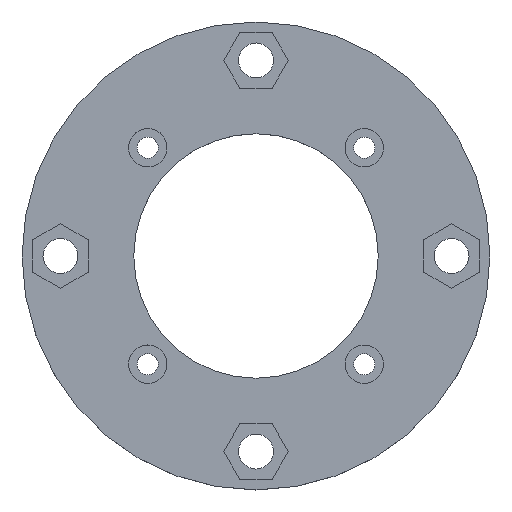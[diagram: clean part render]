
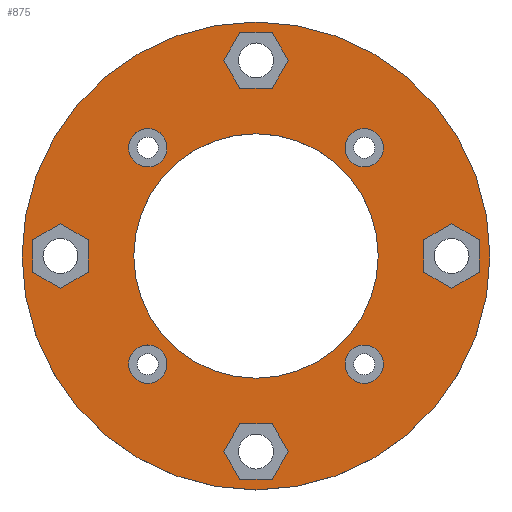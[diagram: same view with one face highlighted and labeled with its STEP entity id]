
A CAD part, top view. The second image highlights one B-rep face of the part: STEP entity #875.
In plain terms, the highlighted planar face has unit normal (0, 0, 1).
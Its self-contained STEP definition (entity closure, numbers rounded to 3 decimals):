
#37=FACE_BOUND('',#186,.T.);
#38=FACE_BOUND('',#187,.T.);
#39=FACE_BOUND('',#188,.T.);
#40=FACE_BOUND('',#189,.T.);
#41=FACE_BOUND('',#190,.T.);
#42=FACE_BOUND('',#191,.T.);
#43=FACE_BOUND('',#192,.T.);
#44=FACE_BOUND('',#193,.T.);
#45=FACE_BOUND('',#194,.T.);
#59=CIRCLE('',#930,2.75);
#62=CIRCLE('',#935,2.75);
#65=CIRCLE('',#940,2.75);
#68=CIRCLE('',#945,2.75);
#79=CIRCLE('',#966,17.5);
#81=CIRCLE('',#969,33.5);
#129=FACE_OUTER_BOUND('',#185,.T.);
#185=EDGE_LOOP('',(#755));
#186=EDGE_LOOP('',(#756,#757,#758,#759,#760,#761));
#187=EDGE_LOOP('',(#762,#763,#764,#765,#766,#767));
#188=EDGE_LOOP('',(#768,#769,#770,#771,#772,#773));
#189=EDGE_LOOP('',(#774,#775,#776,#777,#778,#779));
#190=EDGE_LOOP('',(#780));
#191=EDGE_LOOP('',(#781));
#192=EDGE_LOOP('',(#782));
#193=EDGE_LOOP('',(#783));
#194=EDGE_LOOP('',(#784));
#205=LINE('',#1217,#291);
#209=LINE('',#1225,#295);
#212=LINE('',#1231,#298);
#215=LINE('',#1237,#301);
#218=LINE('',#1243,#304);
#221=LINE('',#1248,#307);
#223=LINE('',#1256,#309);
#227=LINE('',#1264,#313);
#230=LINE('',#1270,#316);
#233=LINE('',#1276,#319);
#236=LINE('',#1282,#322);
#239=LINE('',#1287,#325);
#241=LINE('',#1295,#327);
#245=LINE('',#1303,#331);
#248=LINE('',#1309,#334);
#251=LINE('',#1315,#337);
#254=LINE('',#1321,#340);
#257=LINE('',#1326,#343);
#259=LINE('',#1334,#345);
#263=LINE('',#1342,#349);
#266=LINE('',#1348,#352);
#269=LINE('',#1354,#355);
#272=LINE('',#1360,#358);
#275=LINE('',#1365,#361);
#291=VECTOR('',#977,10.);
#295=VECTOR('',#983,10.);
#298=VECTOR('',#988,10.);
#301=VECTOR('',#993,10.);
#304=VECTOR('',#998,10.);
#307=VECTOR('',#1003,10.);
#309=VECTOR('',#1011,10.);
#313=VECTOR('',#1017,10.);
#316=VECTOR('',#1022,10.);
#319=VECTOR('',#1027,10.);
#322=VECTOR('',#1032,10.);
#325=VECTOR('',#1037,10.);
#327=VECTOR('',#1045,10.);
#331=VECTOR('',#1051,10.);
#334=VECTOR('',#1056,10.);
#337=VECTOR('',#1061,10.);
#340=VECTOR('',#1066,10.);
#343=VECTOR('',#1071,10.);
#345=VECTOR('',#1079,10.);
#349=VECTOR('',#1085,10.);
#352=VECTOR('',#1090,10.);
#355=VECTOR('',#1095,10.);
#358=VECTOR('',#1100,10.);
#361=VECTOR('',#1105,10.);
#377=VERTEX_POINT('',#1215);
#378=VERTEX_POINT('',#1216);
#381=VERTEX_POINT('',#1224);
#383=VERTEX_POINT('',#1230);
#385=VERTEX_POINT('',#1236);
#387=VERTEX_POINT('',#1242);
#390=VERTEX_POINT('',#1254);
#391=VERTEX_POINT('',#1255);
#394=VERTEX_POINT('',#1263);
#396=VERTEX_POINT('',#1269);
#398=VERTEX_POINT('',#1275);
#400=VERTEX_POINT('',#1281);
#403=VERTEX_POINT('',#1293);
#404=VERTEX_POINT('',#1294);
#407=VERTEX_POINT('',#1302);
#409=VERTEX_POINT('',#1308);
#411=VERTEX_POINT('',#1314);
#413=VERTEX_POINT('',#1320);
#416=VERTEX_POINT('',#1332);
#417=VERTEX_POINT('',#1333);
#420=VERTEX_POINT('',#1341);
#422=VERTEX_POINT('',#1347);
#424=VERTEX_POINT('',#1353);
#426=VERTEX_POINT('',#1359);
#429=VERTEX_POINT('',#1371);
#432=VERTEX_POINT('',#1380);
#435=VERTEX_POINT('',#1389);
#438=VERTEX_POINT('',#1398);
#449=VERTEX_POINT('',#1439);
#451=VERTEX_POINT('',#1445);
#453=EDGE_CURVE('',#377,#378,#205,.T.);
#457=EDGE_CURVE('',#381,#377,#209,.T.);
#460=EDGE_CURVE('',#383,#381,#212,.T.);
#463=EDGE_CURVE('',#385,#383,#215,.T.);
#466=EDGE_CURVE('',#387,#385,#218,.T.);
#469=EDGE_CURVE('',#378,#387,#221,.T.);
#472=EDGE_CURVE('',#390,#391,#223,.T.);
#476=EDGE_CURVE('',#394,#390,#227,.T.);
#479=EDGE_CURVE('',#396,#394,#230,.T.);
#482=EDGE_CURVE('',#398,#396,#233,.T.);
#485=EDGE_CURVE('',#400,#398,#236,.T.);
#488=EDGE_CURVE('',#391,#400,#239,.T.);
#491=EDGE_CURVE('',#403,#404,#241,.T.);
#495=EDGE_CURVE('',#407,#403,#245,.T.);
#498=EDGE_CURVE('',#409,#407,#248,.T.);
#501=EDGE_CURVE('',#411,#409,#251,.T.);
#504=EDGE_CURVE('',#413,#411,#254,.T.);
#507=EDGE_CURVE('',#404,#413,#257,.T.);
#510=EDGE_CURVE('',#416,#417,#259,.T.);
#514=EDGE_CURVE('',#420,#416,#263,.T.);
#517=EDGE_CURVE('',#422,#420,#266,.T.);
#520=EDGE_CURVE('',#424,#422,#269,.T.);
#523=EDGE_CURVE('',#426,#424,#272,.T.);
#526=EDGE_CURVE('',#417,#426,#275,.T.);
#529=EDGE_CURVE('',#429,#429,#59,.T.);
#533=EDGE_CURVE('',#432,#432,#62,.T.);
#537=EDGE_CURVE('',#435,#435,#65,.T.);
#541=EDGE_CURVE('',#438,#438,#68,.T.);
#561=EDGE_CURVE('',#449,#449,#79,.T.);
#564=EDGE_CURVE('',#451,#451,#81,.T.);
#755=ORIENTED_EDGE('',*,*,#564,.T.);
#756=ORIENTED_EDGE('',*,*,#453,.T.);
#757=ORIENTED_EDGE('',*,*,#469,.T.);
#758=ORIENTED_EDGE('',*,*,#466,.T.);
#759=ORIENTED_EDGE('',*,*,#463,.T.);
#760=ORIENTED_EDGE('',*,*,#460,.T.);
#761=ORIENTED_EDGE('',*,*,#457,.T.);
#762=ORIENTED_EDGE('',*,*,#472,.T.);
#763=ORIENTED_EDGE('',*,*,#488,.T.);
#764=ORIENTED_EDGE('',*,*,#485,.T.);
#765=ORIENTED_EDGE('',*,*,#482,.T.);
#766=ORIENTED_EDGE('',*,*,#479,.T.);
#767=ORIENTED_EDGE('',*,*,#476,.T.);
#768=ORIENTED_EDGE('',*,*,#491,.T.);
#769=ORIENTED_EDGE('',*,*,#507,.T.);
#770=ORIENTED_EDGE('',*,*,#504,.T.);
#771=ORIENTED_EDGE('',*,*,#501,.T.);
#772=ORIENTED_EDGE('',*,*,#498,.T.);
#773=ORIENTED_EDGE('',*,*,#495,.T.);
#774=ORIENTED_EDGE('',*,*,#510,.T.);
#775=ORIENTED_EDGE('',*,*,#526,.T.);
#776=ORIENTED_EDGE('',*,*,#523,.T.);
#777=ORIENTED_EDGE('',*,*,#520,.T.);
#778=ORIENTED_EDGE('',*,*,#517,.T.);
#779=ORIENTED_EDGE('',*,*,#514,.T.);
#780=ORIENTED_EDGE('',*,*,#529,.T.);
#781=ORIENTED_EDGE('',*,*,#533,.T.);
#782=ORIENTED_EDGE('',*,*,#537,.T.);
#783=ORIENTED_EDGE('',*,*,#541,.T.);
#784=ORIENTED_EDGE('',*,*,#561,.T.);
#827=PLANE('',#971);
#875=ADVANCED_FACE('',(#129,#37,#38,#39,#40,#41,#42,#43,#44,#45),#827,.T.);
#930=AXIS2_PLACEMENT_3D('',#1372,#1113,#1114);
#935=AXIS2_PLACEMENT_3D('',#1381,#1124,#1125);
#940=AXIS2_PLACEMENT_3D('',#1390,#1135,#1136);
#945=AXIS2_PLACEMENT_3D('',#1399,#1146,#1147);
#966=AXIS2_PLACEMENT_3D('',#1440,#1197,#1198);
#969=AXIS2_PLACEMENT_3D('',#1446,#1204,#1205);
#971=AXIS2_PLACEMENT_3D('',#1450,#1209,#1210);
#977=DIRECTION('',(-0.866,-0.5,0.));
#983=DIRECTION('',(0.,-1.,0.));
#988=DIRECTION('',(0.866,-0.5,0.));
#993=DIRECTION('',(0.866,0.5,0.));
#998=DIRECTION('',(0.,1.,0.));
#1003=DIRECTION('',(-0.866,0.5,0.));
#1011=DIRECTION('',(-0.5,0.866,0.));
#1017=DIRECTION('',(-1.,0.,0.));
#1022=DIRECTION('',(-0.5,-0.866,0.));
#1027=DIRECTION('',(0.5,-0.866,0.));
#1032=DIRECTION('',(1.,0.,0.));
#1037=DIRECTION('',(0.5,0.866,0.));
#1045=DIRECTION('',(0.866,0.5,0.));
#1051=DIRECTION('',(0.,1.,0.));
#1056=DIRECTION('',(-0.866,0.5,0.));
#1061=DIRECTION('',(-0.866,-0.5,0.));
#1066=DIRECTION('',(0.,-1.,0.));
#1071=DIRECTION('',(0.866,-0.5,0.));
#1079=DIRECTION('',(0.5,-0.866,0.));
#1085=DIRECTION('',(1.,0.,0.));
#1090=DIRECTION('',(0.5,0.866,0.));
#1095=DIRECTION('',(-0.5,0.866,0.));
#1100=DIRECTION('',(-1.,0.,0.));
#1105=DIRECTION('',(-0.5,-0.866,0.));
#1113=DIRECTION('center_axis',(0.,0.,
-1.));
#1114=DIRECTION('ref_axis',(1.,0.,0.));
#1124=DIRECTION('center_axis',(0.,0.,
-1.));
#1125=DIRECTION('ref_axis',(1.,0.,0.));
#1135=DIRECTION('center_axis',(0.,0.,
-1.));
#1136=DIRECTION('ref_axis',(1.,0.,0.));
#1146=DIRECTION('center_axis',(0.,0.,
-1.));
#1147=DIRECTION('ref_axis',(1.,0.,0.));
#1197=DIRECTION('center_axis',(0.,0.,
-1.));
#1198=DIRECTION('ref_axis',(-1.,0.,0.));
#1204=DIRECTION('center_axis',(0.,0.,
1.));
#1205=DIRECTION('ref_axis',(1.,0.,0.));
#1209=DIRECTION('center_axis',(0.,0.,
1.));
#1210=DIRECTION('ref_axis',(1.,0.,0.));
#1215=CARTESIAN_POINT('',(32.,-2.309,5.));
#1216=CARTESIAN_POINT('',(28.,-4.619,5.));
#1217=CARTESIAN_POINT('',(20.5,-8.949,5.));
#1224=CARTESIAN_POINT('',(32.,2.309,5.));
#1225=CARTESIAN_POINT('',(32.,1.155,5.));
#1230=CARTESIAN_POINT('',(28.,4.619,5.));
#1231=CARTESIAN_POINT('',(18.5,10.104,5.));
#1236=CARTESIAN_POINT('',(24.,2.309,5.));
#1237=CARTESIAN_POINT('',(14.5,-3.175,5.));
#1242=CARTESIAN_POINT('',(24.,-2.309,5.));
#1243=CARTESIAN_POINT('',(24.,-1.155,5.));
#1248=CARTESIAN_POINT('',(16.5,2.021,5.));
#1254=CARTESIAN_POINT('',(-2.309,-32.,5.));
#1255=CARTESIAN_POINT('',(-4.619,-28.,5.));
#1256=CARTESIAN_POINT('',(-8.949,-20.5,5.));
#1263=CARTESIAN_POINT('',(2.309,-32.,5.));
#1264=CARTESIAN_POINT('',(1.155,-32.,5.));
#1269=CARTESIAN_POINT('',(4.619,-28.,5.));
#1270=CARTESIAN_POINT('',(10.104,-18.5,5.));
#1275=CARTESIAN_POINT('',(2.309,-24.,5.));
#1276=CARTESIAN_POINT('',(-3.175,-14.5,5.));
#1281=CARTESIAN_POINT('',(-2.309,-24.,5.));
#1282=CARTESIAN_POINT('',(-1.155,-24.,5.));
#1287=CARTESIAN_POINT('',(2.021,-16.5,5.));
#1293=CARTESIAN_POINT('',(-32.,2.309,5.));
#1294=CARTESIAN_POINT('',(-28.,4.619,5.));
#1295=CARTESIAN_POINT('',(-20.5,8.949,5.));
#1302=CARTESIAN_POINT('',(-32.,-2.309,5.));
#1303=CARTESIAN_POINT('',(-32.,-1.155,5.));
#1308=CARTESIAN_POINT('',(-28.,-4.619,5.));
#1309=CARTESIAN_POINT('',(-18.5,-10.104,5.));
#1314=CARTESIAN_POINT('',(-24.,-2.309,5.));
#1315=CARTESIAN_POINT('',(-14.5,3.175,5.));
#1320=CARTESIAN_POINT('',(-24.,2.309,5.));
#1321=CARTESIAN_POINT('',(-24.,1.155,5.));
#1326=CARTESIAN_POINT('',(-16.5,-2.021,5.));
#1332=CARTESIAN_POINT('',(2.309,32.,5.));
#1333=CARTESIAN_POINT('',(4.619,28.,5.));
#1334=CARTESIAN_POINT('',(8.949,20.5,5.));
#1341=CARTESIAN_POINT('',(-2.309,32.,5.));
#1342=CARTESIAN_POINT('',(-1.155,32.,5.));
#1347=CARTESIAN_POINT('',(-4.619,28.,5.));
#1348=CARTESIAN_POINT('',(-10.104,18.5,5.));
#1353=CARTESIAN_POINT('',(-2.309,24.,5.));
#1354=CARTESIAN_POINT('',(3.175,14.5,5.));
#1359=CARTESIAN_POINT('',(2.309,24.,5.));
#1360=CARTESIAN_POINT('',(1.155,24.,5.));
#1365=CARTESIAN_POINT('',(-2.021,16.5,5.));
#1371=CARTESIAN_POINT('',(-18.246,15.504,5.));
#1372=CARTESIAN_POINT('Origin',(-15.496,15.504,5.));
#1380=CARTESIAN_POINT('',(-18.254,-15.496,5.));
#1381=CARTESIAN_POINT('Origin',(-15.504,-15.496,5.));
#1389=CARTESIAN_POINT('',(12.754,15.496,5.));
#1390=CARTESIAN_POINT('Origin',(15.504,15.496,5.));
#1398=CARTESIAN_POINT('',(12.746,-15.504,5.));
#1399=CARTESIAN_POINT('Origin',(15.496,-15.504,5.));
#1439=CARTESIAN_POINT('',(17.5,0.,5.));
#1440=CARTESIAN_POINT('Origin',(0.,0.,
5.));
#1445=CARTESIAN_POINT('',(-33.5,0.,5.));
#1446=CARTESIAN_POINT('Origin',(0.,0.,
5.));
#1450=CARTESIAN_POINT('Origin',(0.,0.,
5.));
